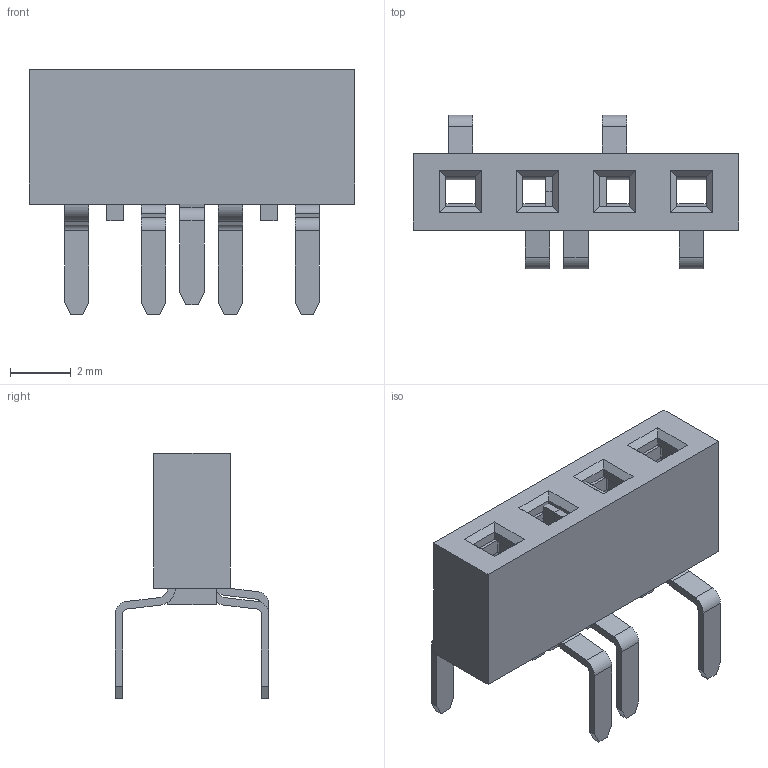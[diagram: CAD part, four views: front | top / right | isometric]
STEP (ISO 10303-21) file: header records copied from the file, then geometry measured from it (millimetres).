
FILE_DESCRIPTION( ( 'Unknown' ), '1' );
FILE_NAME( '61300415721.stp', 'Unknown', ( 'Unknown' ), ( 'Unknown' ), 'PSStep 14.0', 'Unknown', ' ' );
FILE_SCHEMA( ( 'AUTOMOTIVE_DESIGN { 1 0 10303 214 1 1 1 1 }' ) );
Length unit declared in the file: millimetre
Products named in the file (3): Assem1; 61300415721; 6130xx15721_PIN
Bounding box: 10.76 x 5.08 x 8.1 mm (x, y, z)
Volume: 166.1 mm3; surface area: 859.6 mm2
Topology: 7 solids, 7 shells, 664 faces, 1778 edges, 1120 vertices
Faces by surface type: plane 424, cylinder 230, torus 5, bspline 5
Full cylindrical faces by diameter (mm): 0.01 x5, 0.51 x5
Entity records: 6859 total; most frequent: CARTESIAN_POINT 1188, ORIENTED_EDGE 896, DIRECTION 850, EDGE_CURVE 448, LINE 338, VECTOR 338, VERTEX_POINT 282, AXIS2_PLACEMENT_3D 256
